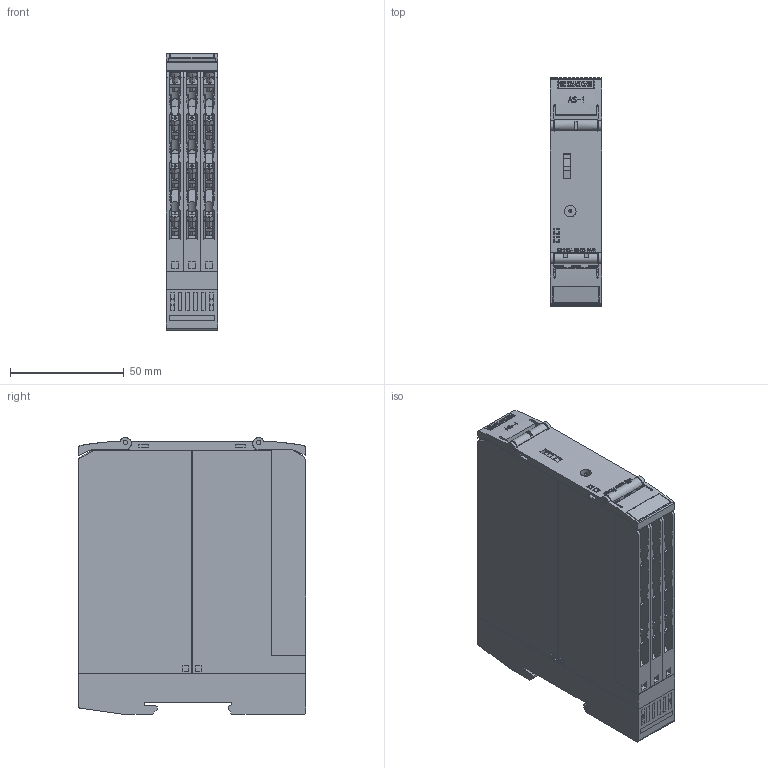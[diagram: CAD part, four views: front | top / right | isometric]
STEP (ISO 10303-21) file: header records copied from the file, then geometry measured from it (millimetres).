
FILE_DESCRIPTION(('STEP AP214'),'1');
FILE_NAME('cctmp_CBB44908-F149-4A4F-A3D5-155CE40EFA0B_2023_07_24_18_04_32_0150..stp','2023-07-24T16:04:35',('SIEMENS A&D'),('CADClick - www.CADClick.com'),'Spatial InterOp 3D postprocessed',' ','unknown authorization');
FILE_SCHEMA(('AUTOMOTIVE_DESIGN'));
Length unit declared in the file: millimetre
Products named in the file (1): 2023_07_24_18_04_32_0067
Bounding box: 22.5 x 100.02 x 121.4 mm (x, y, z)
Volume: 251029.9 mm3; surface area: 57588.3 mm2
Topology: 1 solids, 6 shells, 1875 faces, 5201 edges, 3456 vertices
Faces by surface type: plane 1393, cylinder 464, torus 16, sphere 2
Entity records: 100606 total; most frequent: CARTESIAN_POINT 11147, STYLED_ITEM 10521, PRESENTATION_STYLE_ASSIGNMENT 10521, ORIENTED_EDGE 10378, DIRECTION 10108, EDGE_CURVE 5189, CURVE_STYLE 5189, DRAUGHTING_PRE_DEFINED_CURVE_FONT 5189
